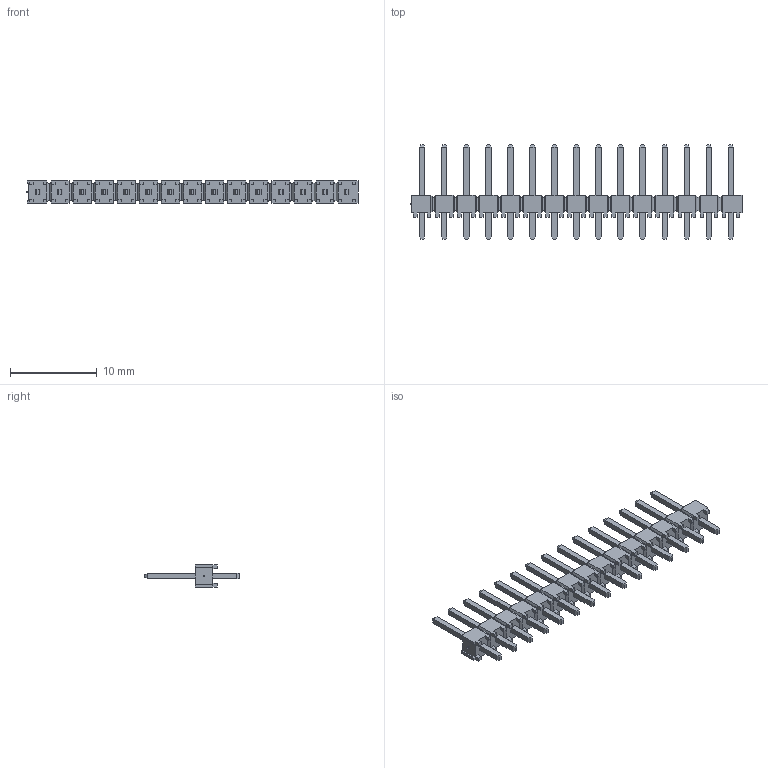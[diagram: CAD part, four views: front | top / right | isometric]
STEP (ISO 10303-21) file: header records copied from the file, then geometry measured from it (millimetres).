
FILE_DESCRIPTION(/* description */ ('STEP AP214'),/* implementation_level */ '2;1');
FILE_NAME(/* name */ 'TSW-115-07-H-S',/* time_stamp */ '2022-07-03T17:43:12+02:00',/* author */ ('License CC BY-ND 4.0'),/* organization */ ('CADENAS'),/* preprocessor_version */ 'ST-DEVELOPER v18.102',/* originating_system */ 'PARTsolutions',/* authorisation */ ' ');
FILE_SCHEMA (('INTEGRATED_CNC_SCHEMA','PROCESS_PLANNING_SCHEMA','AUTOMOTIVE_DESIGN {1 0 10303 214 3 1 1}'));
Length unit declared in the file: inch
Products named in the file (3): TSW-115-07-H-S; T-1S6-07-TSW-1-07-15-S; TSW-115-07-H-S_body
Assembly tree (2 placements, depth 2):
  TSW-115-07-H-S
    T-1S6-07-TSW-1-07-15-S
    TSW-115-07-H-S_body
Bounding box: 38.23 x 10.92 x 2.54 mm (x, y, z)
Volume: 248 mm3; surface area: 972.1 mm2
Topology: 2 solids, 2 shells, 757 faces, 1938 edges, 1216 vertices
Faces by surface type: plane 757
Entity records: 22266 total; most frequent: CARTESIAN_POINT 3914, ORIENTED_EDGE 3876, DIRECTION 3458, EDGE_CURVE 1938, LINE 1938, VECTOR 1938, VERTEX_POINT 1216, EDGE_LOOP 818
